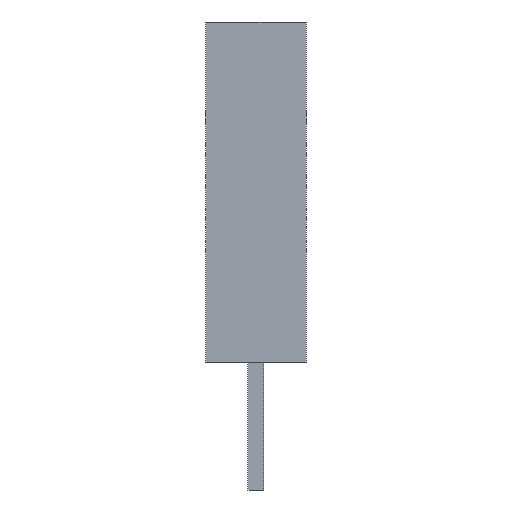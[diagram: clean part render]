
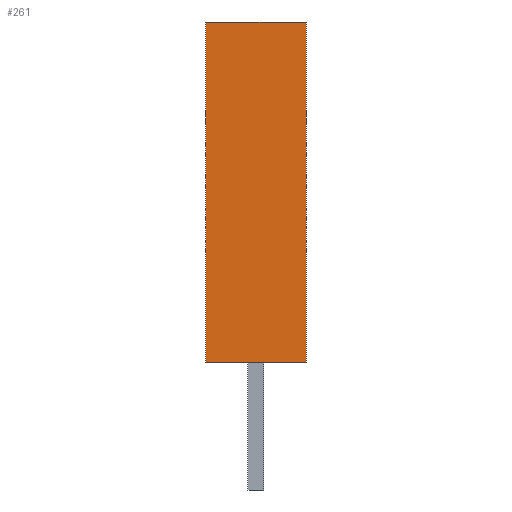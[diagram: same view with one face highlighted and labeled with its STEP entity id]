
A CAD part, left-side view. The second image highlights one B-rep face of the part: STEP entity #261.
In plain terms, the highlighted planar face has unit normal (-1, 0, 0).
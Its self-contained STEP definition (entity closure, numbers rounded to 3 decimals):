
#261=ADVANCED_FACE('',(#392),#393,.F.);
#392=FACE_OUTER_BOUND('',#458,.T.);
#393=PLANE('',#459);
#458=EDGE_LOOP('',(#535,#536,#537,#538));
#459=AXIS2_PLACEMENT_3D('',#539,#540,#541);
#535=ORIENTED_EDGE('',*,*,#645,.T.);
#536=ORIENTED_EDGE('',*,*,#659,.F.);
#537=ORIENTED_EDGE('',*,*,#652,.F.);
#538=ORIENTED_EDGE('',*,*,#641,.T.);
#539=CARTESIAN_POINT('',(22.48,-16.924,8.5));
#540=DIRECTION('',(1.0,0.0,0.0));
#541=DIRECTION('',(0.0,0.0,-1.0));
#641=EDGE_CURVE('',#696,#694,#697,.T.);
#645=EDGE_CURVE('',#694,#702,#703,.T.);
#652=EDGE_CURVE('',#696,#712,#713,.T.);
#659=EDGE_CURVE('',#712,#702,#724,.T.);
#694=VERTEX_POINT('',#771);
#696=VERTEX_POINT('',#774);
#697=LINE('',#775,#776);
#702=VERTEX_POINT('',#783);
#703=LINE('',#784,#785);
#712=VERTEX_POINT('',#798);
#713=LINE('',#799,#800);
#724=LINE('',#816,#817);
#771=CARTESIAN_POINT('',(22.48,-16.924,0.0));
#774=CARTESIAN_POINT('',(22.48,-16.924,8.5));
#775=CARTESIAN_POINT('',(22.48,-16.924,8.5));
#776=VECTOR('',#883,1.0);
#783=CARTESIAN_POINT('',(22.48,-19.424,0.0));
#784=CARTESIAN_POINT('',(22.48,-16.924,0.0));
#785=VECTOR('',#886,1.0);
#798=CARTESIAN_POINT('',(22.48,-19.424,8.5));
#799=CARTESIAN_POINT('',(22.48,-16.924,8.5));
#800=VECTOR('',#891,1.0);
#816=CARTESIAN_POINT('',(22.48,-19.424,8.5));
#817=VECTOR('',#897,1.0);
#883=DIRECTION('',(0.0,0.0,-1.0));
#886=DIRECTION('',(0.0,-1.0,0.0));
#891=DIRECTION('',(0.0,-1.0,0.0));
#897=DIRECTION('',(0.0,0.0,-1.0));
